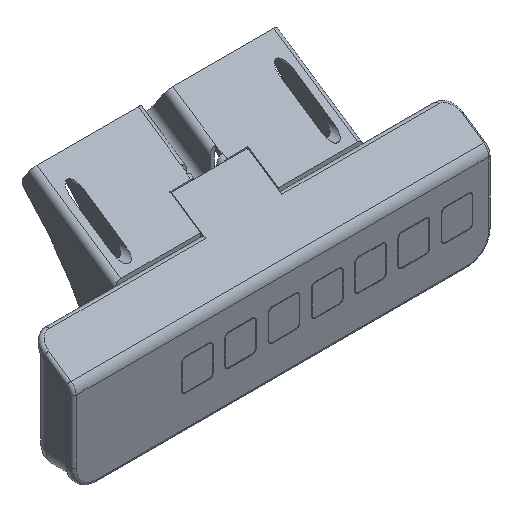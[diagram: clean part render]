
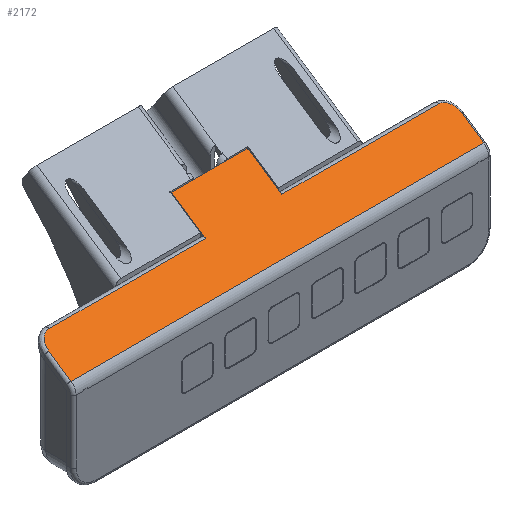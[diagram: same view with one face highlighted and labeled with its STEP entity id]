
A CAD part, isometric view. The second image highlights one B-rep face of the part: STEP entity #2172.
In plain terms, the highlighted planar face has unit normal (0, -0.559, 0.829).
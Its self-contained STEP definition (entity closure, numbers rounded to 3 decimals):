
#299=DIRECTION('',(1.,0.,0.));
#300=VECTOR('',#299,143.);
#301=CARTESIAN_POINT('',(-71.5,1.763,33.189));
#302=LINE('',#301,#300);
#600=DIRECTION('',(0.,0.829,0.559));
#601=VECTOR('',#600,14.184);
#602=CARTESIAN_POINT('',(13.25,13.441,41.066));
#603=LINE('',#602,#601);
#612=DIRECTION('',(-1.,0.,0.));
#613=VECTOR('',#612,54.25);
#614=CARTESIAN_POINT('',(67.5,13.441,41.066));
#615=LINE('',#614,#613);
#616=CARTESIAN_POINT('',(71.5,9.441,38.368));
#617=CARTESIAN_POINT('',(71.5,9.789,38.602));
#618=CARTESIAN_POINT('',(71.411,10.448,39.047));
#619=CARTESIAN_POINT('',(71.064,11.337,39.647));
#620=CARTESIAN_POINT('',(70.532,12.103,40.163));
#621=CARTESIAN_POINT('',(69.866,12.706,40.57));
#622=CARTESIAN_POINT('',(69.099,13.142,40.864));
#623=CARTESIAN_POINT('',(68.282,13.39,41.032));
#624=CARTESIAN_POINT('',(67.76,13.441,41.066));
#625=CARTESIAN_POINT('',(67.5,13.441,41.066));
#637=DIRECTION('',(1.,0.,0.));
#638=VECTOR('',#637,26.5);
#639=CARTESIAN_POINT('',(-13.25,25.2,48.998));
#640=LINE('',#639,#638);
#641=DIRECTION('',(-1.,0.,0.));
#642=VECTOR('',#641,54.25);
#643=CARTESIAN_POINT('',(-13.25,13.441,41.066));
#644=LINE('',#643,#642);
#657=DIRECTION('',(0.,-0.829,-0.559));
#658=VECTOR('',#657,14.184);
#659=CARTESIAN_POINT('',(-13.25,25.2,48.998));
#660=LINE('',#659,#658);
#698=CARTESIAN_POINT('',(-67.5,13.441,41.066));
#699=CARTESIAN_POINT('',(-67.764,13.441,41.066));
#700=CARTESIAN_POINT('',(-68.291,13.388,41.031));
#701=CARTESIAN_POINT('',(-69.107,13.139,40.862));
#702=CARTESIAN_POINT('',(-69.869,12.703,40.568));
#703=CARTESIAN_POINT('',(-70.531,12.103,40.164));
#704=CARTESIAN_POINT('',(-71.062,11.342,39.65));
#705=CARTESIAN_POINT('',(-71.409,10.454,39.051));
#706=CARTESIAN_POINT('',(-71.5,9.791,38.604));
#707=CARTESIAN_POINT('',(-71.5,9.441,38.368));
#719=DIRECTION('',(0.,-0.829,-0.559));
#720=VECTOR('',#719,9.261);
#721=CARTESIAN_POINT('',(-71.5,9.441,38.368));
#722=LINE('',#721,#720);
#760=DIRECTION('',(0.,0.829,0.559));
#761=VECTOR('',#760,9.261);
#762=CARTESIAN_POINT('',(71.5,1.763,33.189));
#763=LINE('',#762,#761);
#1353=CARTESIAN_POINT('',(-71.5,1.763,33.189));
#1354=VERTEX_POINT('',#1353);
#1355=CARTESIAN_POINT('',(71.5,1.763,33.189));
#1356=VERTEX_POINT('',#1355);
#1400=CARTESIAN_POINT('',(13.25,13.441,41.066));
#1401=VERTEX_POINT('',#1400);
#1402=CARTESIAN_POINT('',(13.25,25.2,48.998));
#1403=VERTEX_POINT('',#1402);
#1404=CARTESIAN_POINT('',(67.5,13.441,41.066));
#1405=VERTEX_POINT('',#1404);
#1406=VERTEX_POINT('',#616);
#1407=CARTESIAN_POINT('',(-13.25,13.441,41.066));
#1408=CARTESIAN_POINT('',(-67.5,13.441,41.066));
#1409=VERTEX_POINT('',#1407);
#1410=VERTEX_POINT('',#1408);
#1411=CARTESIAN_POINT('',(-13.25,25.2,48.998));
#1412=VERTEX_POINT('',#1411);
#1413=CARTESIAN_POINT('',(-71.5,9.441,38.368));
#1414=VERTEX_POINT('',#1413);
#2149=CARTESIAN_POINT('',(72.5,15.,42.118));
#2150=DIRECTION('',(0.,-0.559,0.829));
#2151=DIRECTION('',(0.,-0.829,-0.559));
#2152=AXIS2_PLACEMENT_3D('',#2149,#2150,#2151);
#2153=PLANE('',#2152);
#2155=ORIENTED_EDGE('',*,*,#2154,.F.);
#2157=ORIENTED_EDGE('',*,*,#2156,.F.);
#2159=ORIENTED_EDGE('',*,*,#2158,.T.);
#2160=ORIENTED_EDGE('',*,*,#2060,.F.);
#2161=ORIENTED_EDGE('',*,*,#2077,.F.);
#2162=ORIENTED_EDGE('',*,*,#2139,.F.);
#2164=ORIENTED_EDGE('',*,*,#2163,.F.);
#2165=ORIENTED_EDGE('',*,*,#1755,.F.);
#2167=ORIENTED_EDGE('',*,*,#2166,.F.);
#2169=ORIENTED_EDGE('',*,*,#2168,.F.);
#2170=EDGE_LOOP('',(#2155,#2157,#2159,#2160,#2161,#2162,#2164,#2165,#2167,
#2169));
#2171=FACE_OUTER_BOUND('',#2170,.F.);
#2172=ADVANCED_FACE('',(#2171),#2153,.T.);
#626=B_SPLINE_CURVE_WITH_KNOTS('',3,(#616,#617,#618,#619,#620,#621,#622,#623,
#624,#625),.UNSPECIFIED.,.F.,.F.,(4,1,1,1,1,1,1,4),(0.,0.143,
0.286,0.429,0.571,0.714,
0.857,1.),.UNSPECIFIED.);
#708=B_SPLINE_CURVE_WITH_KNOTS('',3,(#698,#699,#700,#701,#702,#703,#704,#705,
#706,#707),.UNSPECIFIED.,.F.,.F.,(4,1,1,1,1,1,1,4),(0.,0.143,
0.286,0.429,0.571,0.714,
0.857,1.),.UNSPECIFIED.);
#1755=EDGE_CURVE('',#1354,#1356,#302,.T.);
#2060=EDGE_CURVE('',#1401,#1403,#603,.T.);
#2077=EDGE_CURVE('',#1405,#1401,#615,.T.);
#2139=EDGE_CURVE('',#1406,#1405,#626,.T.);
#2154=EDGE_CURVE('',#1409,#1410,#644,.T.);
#2156=EDGE_CURVE('',#1412,#1409,#660,.T.);
#2158=EDGE_CURVE('',#1412,#1403,#640,.T.);
#2163=EDGE_CURVE('',#1356,#1406,#763,.T.);
#2166=EDGE_CURVE('',#1414,#1354,#722,.T.);
#2168=EDGE_CURVE('',#1410,#1414,#708,.T.);
